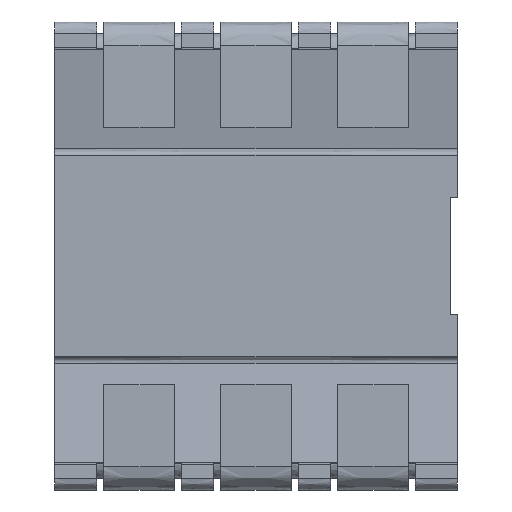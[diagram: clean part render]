
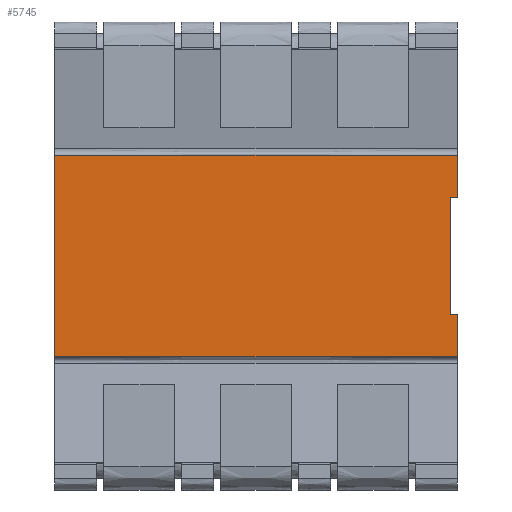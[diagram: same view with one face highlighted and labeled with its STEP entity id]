
A CAD part, front view. The second image highlights one B-rep face of the part: STEP entity #5745.
In plain terms, the highlighted free-form (B-spline) face has degree [1, 1] with [2, 2] control points.
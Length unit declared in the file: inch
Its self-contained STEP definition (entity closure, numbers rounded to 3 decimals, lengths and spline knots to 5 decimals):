
#1187=DIRECTION('',(0.,0.,-1.));
#1188=VECTOR('',#1187,0.05);
#1189=CARTESIAN_POINT('',(0.083,-0.032,0.025));
#1190=LINE('',#1189,#1188);
#1194=DIRECTION('',(-1.,0.,0.));
#1195=VECTOR('',#1194,0.003);
#1196=CARTESIAN_POINT('',(0.086,-0.032,-0.025));
#1197=LINE('',#1196,#1195);
#1201=DIRECTION('',(0.,0.,-1.));
#1202=VECTOR('',#1201,0.018);
#1203=CARTESIAN_POINT('',(0.086,-0.032,-0.025));
#1204=LINE('',#1203,#1202);
#1208=DIRECTION('',(0.,0.,1.));
#1209=VECTOR('',#1208,0.086);
#1210=CARTESIAN_POINT('',(-0.086,-0.032,-0.043));
#1211=LINE('',#1210,#1209);
#1215=DIRECTION('',(0.,0.,-1.));
#1216=VECTOR('',#1215,0.018);
#1217=CARTESIAN_POINT('',(0.086,-0.032,0.043));
#1218=LINE('',#1217,#1216);
#1222=DIRECTION('',(-1.,0.,0.));
#1223=VECTOR('',#1222,0.003);
#1224=CARTESIAN_POINT('',(0.086,-0.032,0.025));
#1225=LINE('',#1224,#1223);
#1229=DIRECTION('',(1.,0.,0.));
#1230=VECTOR('',#1229,0.172);
#1231=CARTESIAN_POINT('',(-0.086,-0.032,-0.043));
#1232=LINE('',#1231,#1230);
#1243=DIRECTION('',(1.,0.,0.));
#1244=VECTOR('',#1243,0.172);
#1245=CARTESIAN_POINT('',(-0.086,-0.032,0.043));
#1246=LINE('',#1245,#1244);
#4027=CARTESIAN_POINT('',(-0.086,-0.032,-0.043));
#4029=VERTEX_POINT('',#4027);
#4041=CARTESIAN_POINT('',(0.086,-0.032,-0.043));
#4043=VERTEX_POINT('',#4041);
#4055=CARTESIAN_POINT('',(-0.086,-0.032,0.043));
#4057=VERTEX_POINT('',#4055);
#4073=CARTESIAN_POINT('',(0.086,-0.032,0.043));
#4075=VERTEX_POINT('',#4073);
#4315=CARTESIAN_POINT('',(0.086,-0.032,0.025));
#4317=VERTEX_POINT('',#4315);
#4319=CARTESIAN_POINT('',(0.086,-0.032,-0.025));
#4321=VERTEX_POINT('',#4319);
#4323=CARTESIAN_POINT('',(0.083,-0.032,0.025));
#4324=CARTESIAN_POINT('',(0.083,-0.032,-0.025));
#4325=VERTEX_POINT('',#4323);
#4326=VERTEX_POINT('',#4324);
#5727=CARTESIAN_POINT('',(-0.08944,-0.032,0.04472));
#5728=CARTESIAN_POINT('',(0.08944,-0.032,0.04472));
#5729=CARTESIAN_POINT('',(-0.08944,-0.032,-0.04472));
#5730=CARTESIAN_POINT('',(0.08944,-0.032,-0.04472));
#5731=B_SPLINE_SURFACE_WITH_KNOTS('',1,1,((#5727,#5728),(#5729,#5730)),
.UNSPECIFIED.,.F.,.F.,.F.,(2,2),(2,2),(-0.04472,0.04472),(-0.00344,0.17544),
.UNSPECIFIED.);
#5732=ORIENTED_EDGE('',*,*,#5718,.T.);
#5734=ORIENTED_EDGE('',*,*,#5733,.F.);
#5735=ORIENTED_EDGE('',*,*,#5694,.T.);
#5737=ORIENTED_EDGE('',*,*,#5736,.F.);
#5738=ORIENTED_EDGE('',*,*,#4716,.T.);
#5740=ORIENTED_EDGE('',*,*,#5739,.T.);
#5741=ORIENTED_EDGE('',*,*,#5655,.T.);
#5742=ORIENTED_EDGE('',*,*,#5708,.T.);
#5743=EDGE_LOOP('',(#5732,#5734,#5735,#5737,#5738,#5740,#5741,#5742));
#5744=FACE_OUTER_BOUND('',#5743,.F.);
#5745=ADVANCED_FACE('',(#5744),#5731,.T.);
#4716=EDGE_CURVE('',#4029,#4057,#1211,.T.);
#5655=EDGE_CURVE('',#4075,#4317,#1218,.T.);
#5694=EDGE_CURVE('',#4321,#4043,#1204,.T.);
#5708=EDGE_CURVE('',#4317,#4325,#1225,.T.);
#5718=EDGE_CURVE('',#4325,#4326,#1190,.T.);
#5733=EDGE_CURVE('',#4321,#4326,#1197,.T.);
#5736=EDGE_CURVE('',#4029,#4043,#1232,.T.);
#5739=EDGE_CURVE('',#4057,#4075,#1246,.T.);
